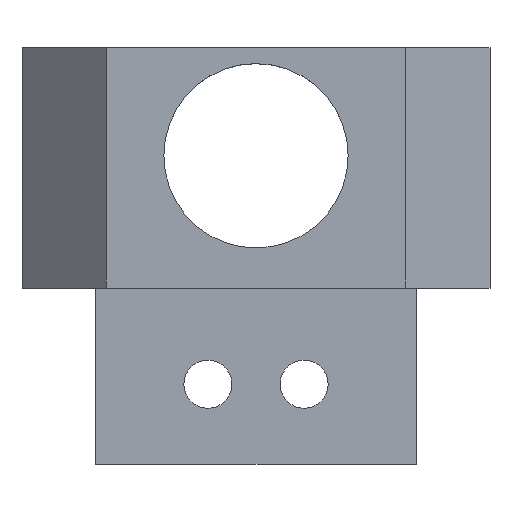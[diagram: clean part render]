
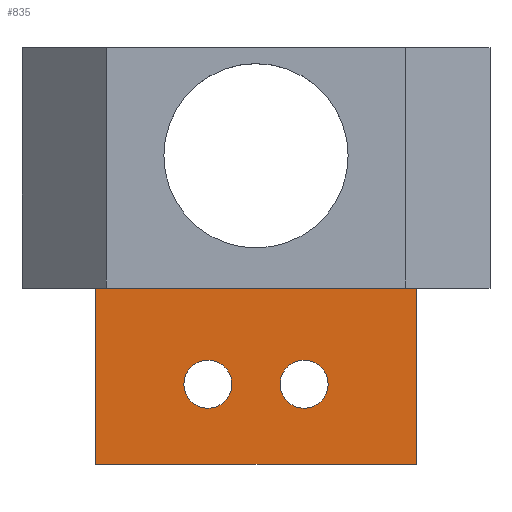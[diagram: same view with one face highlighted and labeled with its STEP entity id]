
A CAD part, top view. The second image highlights one B-rep face of the part: STEP entity #835.
In plain terms, the highlighted planar face has unit normal (0, 0, 1).
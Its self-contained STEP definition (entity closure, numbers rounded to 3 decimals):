
#30=FACE_BOUND('',#90,.T.);
#31=FACE_BOUND('',#91,.T.);
#38=CIRCLE('',#908,1.5);
#39=CIRCLE('',#909,1.5);
#44=FACE_OUTER_BOUND('',#89,.T.);
#89=EDGE_LOOP('',(#559,#560,#561,#562));
#90=EDGE_LOOP('',(#563));
#91=EDGE_LOOP('',(#564));
#142=LINE('',#1189,#253);
#143=LINE('',#1191,#254);
#144=LINE('',#1193,#255);
#145=LINE('',#1194,#256);
#253=VECTOR('',#967,10.);
#254=VECTOR('',#968,10.);
#255=VECTOR('',#969,10.);
#256=VECTOR('',#970,10.);
#364=VERTEX_POINT('',#1187);
#365=VERTEX_POINT('',#1188);
#366=VERTEX_POINT('',#1190);
#367=VERTEX_POINT('',#1192);
#368=VERTEX_POINT('',#1195);
#369=VERTEX_POINT('',#1197);
#442=EDGE_CURVE('',#364,#365,#142,.T.);
#443=EDGE_CURVE('',#366,#364,#143,.T.);
#444=EDGE_CURVE('',#367,#366,#144,.T.);
#445=EDGE_CURVE('',#365,#367,#145,.T.);
#446=EDGE_CURVE('',#368,#368,#38,.T.);
#447=EDGE_CURVE('',#369,#369,#39,.T.);
#559=ORIENTED_EDGE('',*,*,#442,.F.);
#560=ORIENTED_EDGE('',*,*,#443,.F.);
#561=ORIENTED_EDGE('',*,*,#444,.F.);
#562=ORIENTED_EDGE('',*,*,#445,.F.);
#563=ORIENTED_EDGE('',*,*,#446,.F.);
#564=ORIENTED_EDGE('',*,*,#447,.F.);
#793=PLANE('',#907);
#835=ADVANCED_FACE('',(#44,#30,#31),#793,.T.);
#907=AXIS2_PLACEMENT_3D('',#1186,#965,#966);
#908=AXIS2_PLACEMENT_3D('',#1196,#971,#972);
#909=AXIS2_PLACEMENT_3D('',#1198,#973,#974);
#965=DIRECTION('center_axis',(0.,0.,1.));
#966=DIRECTION('ref_axis',(1.,0.,0.));
#967=DIRECTION('',(0.,-1.,0.));
#968=DIRECTION('',(1.,0.,0.));
#969=DIRECTION('',(0.,1.,0.));
#970=DIRECTION('',(-1.,0.,0.));
#971=DIRECTION('center_axis',(0.,0.,1.));
#972=DIRECTION('ref_axis',(-1.,0.,0.));
#973=DIRECTION('center_axis',(0.,0.,1.));
#974=DIRECTION('ref_axis',(-1.,0.,0.));
#1186=CARTESIAN_POINT('Origin',(7.,5.5,1.));
#1187=CARTESIAN_POINT('',(17.,11.,1.));
#1188=CARTESIAN_POINT('',(17.,0.,1.));
#1189=CARTESIAN_POINT('',(17.,2.75,1.));
#1190=CARTESIAN_POINT('',(-3.,11.,1.));
#1191=CARTESIAN_POINT('',(10.5,11.,1.));
#1192=CARTESIAN_POINT('',(-3.,0.,1.));
#1193=CARTESIAN_POINT('',(-3.,8.25,1.));
#1194=CARTESIAN_POINT('',(3.5,0.,1.));
#1195=CARTESIAN_POINT('',(11.5,6.,1.));
#1196=CARTESIAN_POINT('Origin',(10.,6.,1.));
#1197=CARTESIAN_POINT('',(5.5,6.,1.));
#1198=CARTESIAN_POINT('Origin',(4.,6.,1.));
